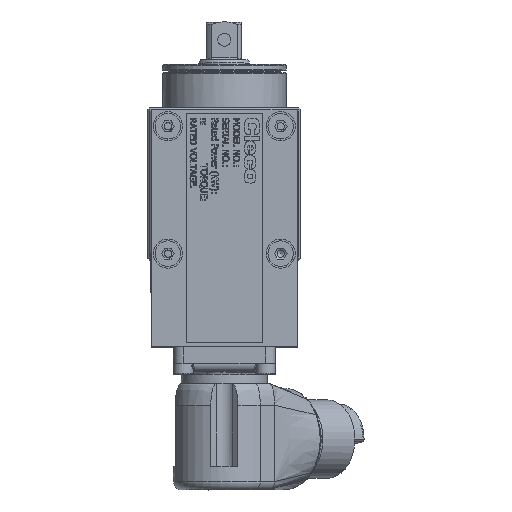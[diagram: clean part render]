
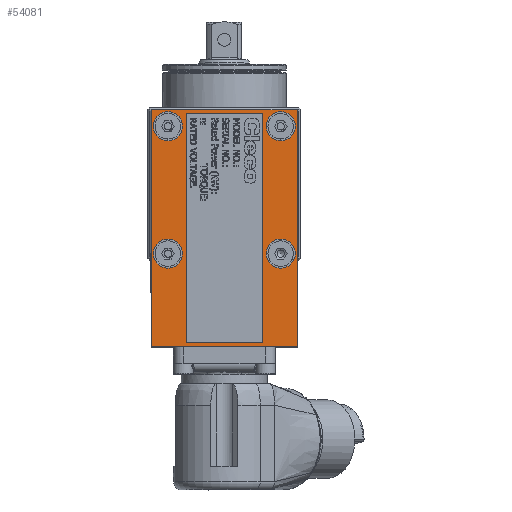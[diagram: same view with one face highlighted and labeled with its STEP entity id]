
A CAD part, top view. The second image highlights one B-rep face of the part: STEP entity #54081.
In plain terms, the highlighted planar face has unit normal (0, 0, 1).
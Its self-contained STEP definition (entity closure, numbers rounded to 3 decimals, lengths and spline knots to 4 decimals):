
#1286=FACE_BOUND('',#9138,.T.);
#1287=FACE_BOUND('',#9139,.T.);
#1288=FACE_BOUND('',#9140,.T.);
#1289=FACE_BOUND('',#9141,.T.);
#1290=FACE_BOUND('',#9142,.T.);
#1815=PLANE('',#57744);
#6175=FACE_OUTER_BOUND('',#9137,.T.);
#9137=EDGE_LOOP('',(#40316,#40317,#40318,#40319));
#9138=EDGE_LOOP('',(#40320,#40321,#40322,#40323));
#9139=EDGE_LOOP('',(#40324,#40325));
#9140=EDGE_LOOP('',(#40326,#40327));
#9141=EDGE_LOOP('',(#40328,#40329));
#9142=EDGE_LOOP('',(#40330,#40331));
#12349=CIRCLE('',#57745,0.4);
#12350=CIRCLE('',#57746,0.4);
#12351=CIRCLE('',#57747,0.4);
#12352=CIRCLE('',#57748,0.4);
#12353=CIRCLE('',#57749,0.4);
#12354=CIRCLE('',#57750,0.4);
#12355=CIRCLE('',#57751,0.4);
#12356=CIRCLE('',#57752,0.4);
#15574=LINE('',#79784,#20209);
#15575=LINE('',#79786,#20210);
#15576=LINE('',#79788,#20211);
#15577=LINE('',#79789,#20212);
#15578=LINE('',#79792,#20213);
#15579=LINE('',#79794,#20214);
#15580=LINE('',#79796,#20215);
#15581=LINE('',#79797,#20216);
#20209=VECTOR('',#64000,1.);
#20210=VECTOR('',#64001,1.);
#20211=VECTOR('',#64002,1.);
#20212=VECTOR('',#64003,1.);
#20213=VECTOR('',#64004,1.);
#20214=VECTOR('',#64005,1.);
#20215=VECTOR('',#64006,1.);
#20216=VECTOR('',#64007,1.);
#25151=VERTEX_POINT('',#79782);
#25152=VERTEX_POINT('',#79783);
#25153=VERTEX_POINT('',#79785);
#25154=VERTEX_POINT('',#79787);
#25155=VERTEX_POINT('',#79790);
#25156=VERTEX_POINT('',#79791);
#25157=VERTEX_POINT('',#79793);
#25158=VERTEX_POINT('',#79795);
#25159=VERTEX_POINT('',#79798);
#25160=VERTEX_POINT('',#79799);
#25161=VERTEX_POINT('',#79802);
#25162=VERTEX_POINT('',#79803);
#25163=VERTEX_POINT('',#79806);
#25164=VERTEX_POINT('',#79807);
#25165=VERTEX_POINT('',#79810);
#25166=VERTEX_POINT('',#79811);
#30962=EDGE_CURVE('',#25151,#25152,#15574,.T.);
#30963=EDGE_CURVE('',#25151,#25153,#15575,.T.);
#30964=EDGE_CURVE('',#25153,#25154,#15576,.T.);
#30965=EDGE_CURVE('',#25152,#25154,#15577,.T.);
#30966=EDGE_CURVE('',#25155,#25156,#15578,.T.);
#30967=EDGE_CURVE('',#25156,#25157,#15579,.T.);
#30968=EDGE_CURVE('',#25157,#25158,#15580,.T.);
#30969=EDGE_CURVE('',#25158,#25155,#15581,.T.);
#30970=EDGE_CURVE('',#25159,#25160,#12349,.T.);
#30971=EDGE_CURVE('',#25160,#25159,#12350,.T.);
#30972=EDGE_CURVE('',#25161,#25162,#12351,.T.);
#30973=EDGE_CURVE('',#25162,#25161,#12352,.T.);
#30974=EDGE_CURVE('',#25163,#25164,#12353,.T.);
#30975=EDGE_CURVE('',#25164,#25163,#12354,.T.);
#30976=EDGE_CURVE('',#25165,#25166,#12355,.T.);
#30977=EDGE_CURVE('',#25166,#25165,#12356,.T.);
#40316=ORIENTED_EDGE('',*,*,#30962,.F.);
#40317=ORIENTED_EDGE('',*,*,#30963,.T.);
#40318=ORIENTED_EDGE('',*,*,#30964,.T.);
#40319=ORIENTED_EDGE('',*,*,#30965,.F.);
#40320=ORIENTED_EDGE('',*,*,#30966,.T.);
#40321=ORIENTED_EDGE('',*,*,#30967,.T.);
#40322=ORIENTED_EDGE('',*,*,#30968,.T.);
#40323=ORIENTED_EDGE('',*,*,#30969,.T.);
#40324=ORIENTED_EDGE('',*,*,#30970,.T.);
#40325=ORIENTED_EDGE('',*,*,#30971,.T.);
#40326=ORIENTED_EDGE('',*,*,#30972,.T.);
#40327=ORIENTED_EDGE('',*,*,#30973,.T.);
#40328=ORIENTED_EDGE('',*,*,#30974,.T.);
#40329=ORIENTED_EDGE('',*,*,#30975,.T.);
#40330=ORIENTED_EDGE('',*,*,#30976,.T.);
#40331=ORIENTED_EDGE('',*,*,#30977,.T.);
#54081=ADVANCED_FACE('',(#6175,#1286,#1287,#1288,#1289,#1290),#1815,.T.);
#57744=AXIS2_PLACEMENT_3D('',#79781,#63998,#63999);
#57745=AXIS2_PLACEMENT_3D('',#79800,#64008,#64009);
#57746=AXIS2_PLACEMENT_3D('',#79801,#64010,#64011);
#57747=AXIS2_PLACEMENT_3D('',#79804,#64012,#64013);
#57748=AXIS2_PLACEMENT_3D('',#79805,#64014,#64015);
#57749=AXIS2_PLACEMENT_3D('',#79808,#64016,#64017);
#57750=AXIS2_PLACEMENT_3D('',#79809,#64018,#64019);
#57751=AXIS2_PLACEMENT_3D('',#79812,#64020,#64021);
#57752=AXIS2_PLACEMENT_3D('',#79813,#64022,#64023);
#63998=DIRECTION('center_axis',(0.,0.,
1.));
#63999=DIRECTION('ref_axis',(-1.,0.,0.));
#64000=DIRECTION('',(0.,-1.,0.));
#64001=DIRECTION('',(-1.,0.,0.));
#64002=DIRECTION('',(0.,-1.,0.));
#64003=DIRECTION('',(-1.,0.,0.));
#64004=DIRECTION('',(1.,0.,0.));
#64005=DIRECTION('',(0.,-1.,0.));
#64006=DIRECTION('',(-1.,0.,0.));
#64007=DIRECTION('',(0.,1.,0.));
#64008=DIRECTION('center_axis',(0.,0.,
-1.));
#64009=DIRECTION('ref_axis',(1.,0.,0.));
#64010=DIRECTION('center_axis',(0.,0.,
-1.));
#64011=DIRECTION('ref_axis',(1.,0.,0.));
#64012=DIRECTION('center_axis',(0.,0.,
-1.));
#64013=DIRECTION('ref_axis',(-1.,0.,0.));
#64014=DIRECTION('center_axis',(0.,0.,
-1.));
#64015=DIRECTION('ref_axis',(-1.,0.,0.));
#64016=DIRECTION('center_axis',(0.,0.,
-1.));
#64017=DIRECTION('ref_axis',(1.,0.,0.));
#64018=DIRECTION('center_axis',(0.,0.,
-1.));
#64019=DIRECTION('ref_axis',(1.,0.,0.));
#64020=DIRECTION('center_axis',(0.,0.,
-1.));
#64021=DIRECTION('ref_axis',(-1.,0.,0.));
#64022=DIRECTION('center_axis',(0.,0.,
-1.));
#64023=DIRECTION('ref_axis',(-1.,0.,0.));
#79781=CARTESIAN_POINT('Origin',(0.,-1.,
15.2));
#79782=CARTESIAN_POINT('',(2.,2.,15.2));
#79783=CARTESIAN_POINT('',(2.,-4.5,15.2));
#79784=CARTESIAN_POINT('',(2.,-4.,15.2));
#79785=CARTESIAN_POINT('',(-2.,2.,15.2));
#79786=CARTESIAN_POINT('',(-2.,2.,15.2));
#79787=CARTESIAN_POINT('',(-2.,-4.5,15.2));
#79788=CARTESIAN_POINT('',(-2.,-4.,15.2));
#79789=CARTESIAN_POINT('',(2.,-4.5,15.2));
#79790=CARTESIAN_POINT('',(-1.05,1.9,15.2));
#79791=CARTESIAN_POINT('',(1.05,1.9,15.2));
#79792=CARTESIAN_POINT('',(-0.525,1.9,15.2));
#79793=CARTESIAN_POINT('',(1.05,-4.4,15.2));
#79794=CARTESIAN_POINT('',(1.05,0.45,15.2));
#79795=CARTESIAN_POINT('',(-1.05,-4.4,15.2));
#79796=CARTESIAN_POINT('',(0.525,-4.4,15.2));
#79797=CARTESIAN_POINT('',(-1.05,-2.7,15.2));
#79798=CARTESIAN_POINT('',(-1.15,-1.95,15.2));
#79799=CARTESIAN_POINT('',(-1.95,-1.95,15.2));
#79800=CARTESIAN_POINT('Origin',(-1.55,-1.95,15.2));
#79801=CARTESIAN_POINT('Origin',(-1.55,-1.95,15.2));
#79802=CARTESIAN_POINT('',(1.15,-1.95,15.2));
#79803=CARTESIAN_POINT('',(1.95,-1.95,15.2));
#79804=CARTESIAN_POINT('Origin',(1.55,-1.95,15.2));
#79805=CARTESIAN_POINT('Origin',(1.55,-1.95,15.2));
#79806=CARTESIAN_POINT('',(-1.15,1.55,15.2));
#79807=CARTESIAN_POINT('',(-1.95,1.55,15.2));
#79808=CARTESIAN_POINT('Origin',(-1.55,1.55,15.2));
#79809=CARTESIAN_POINT('Origin',(-1.55,1.55,15.2));
#79810=CARTESIAN_POINT('',(1.15,1.55,15.2));
#79811=CARTESIAN_POINT('',(1.95,1.55,15.2));
#79812=CARTESIAN_POINT('Origin',(1.55,1.55,15.2));
#79813=CARTESIAN_POINT('Origin',(1.55,1.55,15.2));
